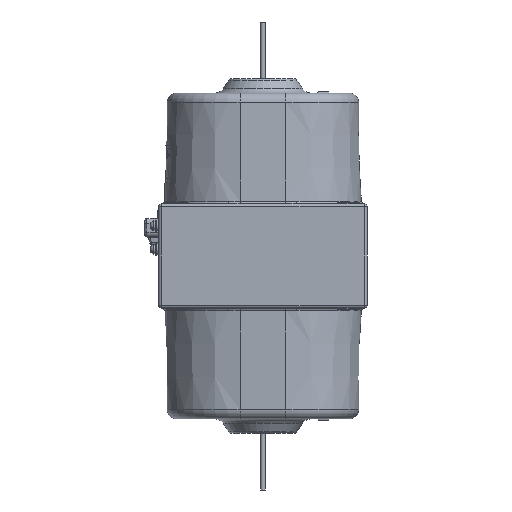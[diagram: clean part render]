
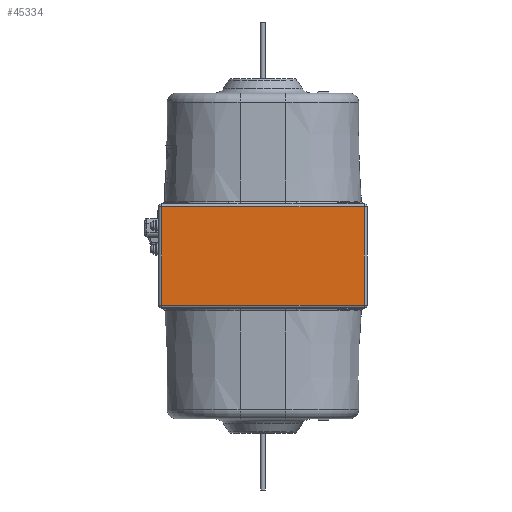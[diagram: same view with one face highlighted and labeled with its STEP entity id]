
A CAD part, front view. The second image highlights one B-rep face of the part: STEP entity #45334.
In plain terms, the highlighted planar face has unit normal (0, -1, 0).
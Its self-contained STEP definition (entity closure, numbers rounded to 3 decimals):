
#14909 = CARTESIAN_POINT ( 'NONE',  ( 136., -85., -80. ) ) ;
#14910 = DIRECTION ( 'NONE',  ( 0., 0., 1. ) ) ;
#14926 = CARTESIAN_POINT ( 'NONE',  ( -78., -85., -80. ) ) ;
#14932 = CARTESIAN_POINT ( 'NONE',  ( 139., -85., -77. ) ) ;
#14933 = DIRECTION ( 'NONE',  ( 1., 0., 0. ) ) ;
#14940 = DIRECTION ( 'NONE',  ( 0., 0., -1. ) ) ;
#14941 = CARTESIAN_POINT ( 'NONE',  ( -81., -85., 27. ) ) ;
#14942 = DIRECTION ( 'NONE',  ( -1., 0., 0. ) ) ;
#15926 = LINE ( 'NONE', #14909, #15927 ) ;
#15927 = VECTOR ( 'NONE', #14910, 1000. ) ;
#15938 = VECTOR ( 'NONE', #14933, 1000. ) ;
#15939 = LINE ( 'NONE', #14932, #15938 ) ;
#15941 = LINE ( 'NONE', #14926, #15947 ) ;
#15947 = VECTOR ( 'NONE', #14940, 1000. ) ;
#15949 = LINE ( 'NONE', #14941, #15950 ) ;
#15950 = VECTOR ( 'NONE', #14942, 1000. ) ;
#17666 = CARTESIAN_POINT ( 'NONE',  ( -78., -85., -77. ) ) ;
#17768 = CARTESIAN_POINT ( 'NONE',  ( 136., -85., -77. ) ) ;
#17804 = CARTESIAN_POINT ( 'NONE',  ( 136., -85., 27. ) ) ;
#17916 = CARTESIAN_POINT ( 'NONE',  ( -78., -85., 27. ) ) ;
#22820 = ORIENTED_EDGE ( 'NONE', *, *, #47491, .T. ) ;
#22821 = ORIENTED_EDGE ( 'NONE', *, *, #47488, .T. ) ;
#22822 = ORIENTED_EDGE ( 'NONE', *, *, #47478, .T. ) ;
#22823 = ORIENTED_EDGE ( 'NONE', *, *, #47492, .T. ) ;
#31570 = EDGE_LOOP ( 'NONE', ( #22820, #22821, #22822, #22823 ) ) ;
#36667 = AXIS2_PLACEMENT_3D ( 'NONE', #43509, #43523, #43525 ) ;
#41469 = FACE_OUTER_BOUND ( 'NONE', #31570, .T. ) ;
#43509 = CARTESIAN_POINT ( 'NONE',  ( -81., -85., -80. ) ) ;
#43511 = PLANE ( 'NONE',  #36667 ) ;
#43523 = DIRECTION ( 'NONE',  ( 0., -1., 0. ) ) ;
#43525 = DIRECTION ( 'NONE',  ( 1., 0., 0. ) ) ;
#45334 = ADVANCED_FACE ( 'NONE', ( #41469 ), #43511, .T. ) ;
#47478 = EDGE_CURVE ( 'NONE', #53782, #53803, #15926, .T. ) ;
#47488 = EDGE_CURVE ( 'NONE', #53727, #53782, #15939, .T. ) ;
#47491 = EDGE_CURVE ( 'NONE', #53863, #53727, #15941, .T. ) ;
#47492 = EDGE_CURVE ( 'NONE', #53803, #53863, #15949, .T. ) ;
#53727 = VERTEX_POINT ( 'NONE', #17666 ) ;
#53782 = VERTEX_POINT ( 'NONE', #17768 ) ;
#53803 = VERTEX_POINT ( 'NONE', #17804 ) ;
#53863 = VERTEX_POINT ( 'NONE', #17916 ) ;
